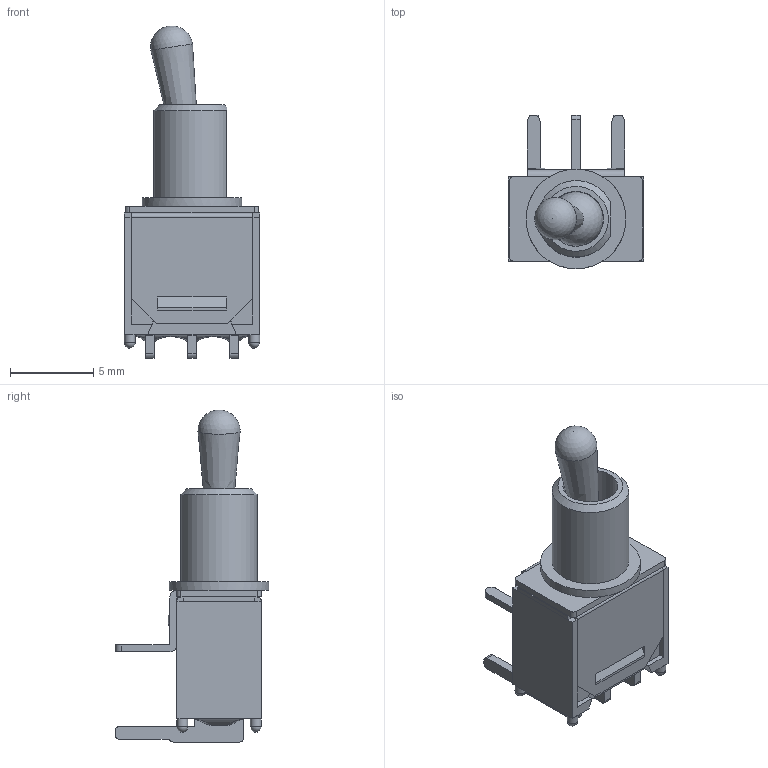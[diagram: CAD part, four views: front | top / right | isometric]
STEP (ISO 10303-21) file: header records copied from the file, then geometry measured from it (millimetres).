
FILE_DESCRIPTION(/* description */ (''),/* implementation_level */ '2;1');
FILE_NAME(/* name */ '200MSPxT2B1M6xE.stp',/* time_stamp */ '2025-04-29T10:28:42-05:00',/* author */ ('mroman'),/* organization */ (''),/* preprocessor_version */ 'ST-DEVELOPER v18.1',/* originating_system */ 'Autodesk Inventor 2022',/* authorisation */ '');
FILE_SCHEMA (('AUTOMOTIVE_DESIGN { 1 0 10303 214 3 1 1 }'));
Length unit declared in the file: inch
Products named in the file (1): 200MSPxT2B1M6xE
Bounding box: 8.13 x 9.25 x 19.97 mm (x, y, z)
Volume: 295 mm3; surface area: 961.3 mm2
Topology: 1 solids, 2 shells, 188 faces, 525 edges, 335 vertices
Faces by surface type: plane 129, cylinder 39, bspline 10, sphere 6, cone 4
Full cylindrical faces by diameter (mm): 0.65 x4, 3.3 x1, 6 x1
Entity records: 6405 total; most frequent: CARTESIAN_POINT 1549, ORIENTED_EDGE 1040, DIRECTION 956, EDGE_CURVE 520, LINE 374, VECTOR 374, VERTEX_POINT 335, AXIS2_PLACEMENT_3D 291
